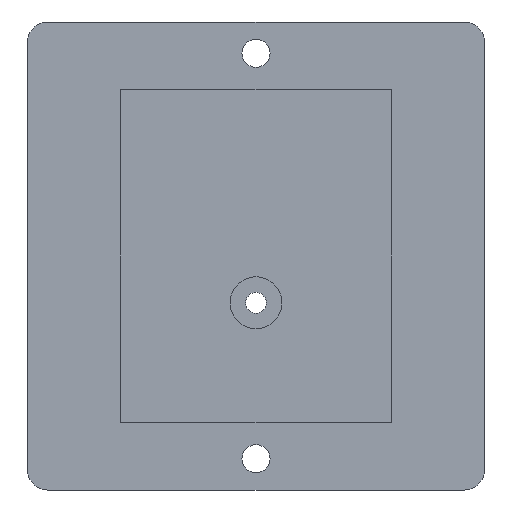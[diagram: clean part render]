
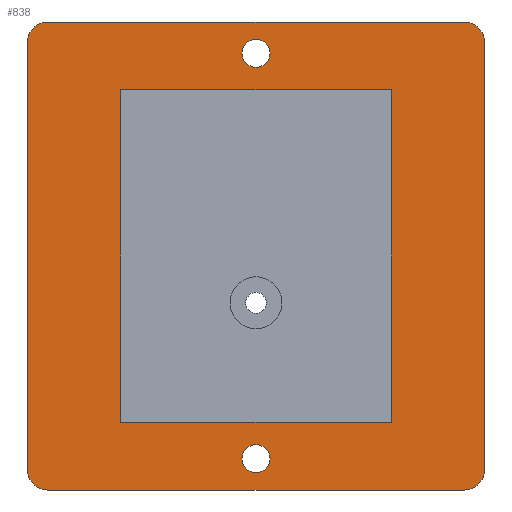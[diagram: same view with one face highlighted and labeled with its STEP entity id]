
A CAD part, front view. The second image highlights one B-rep face of the part: STEP entity #838.
In plain terms, the highlighted planar face has unit normal (0, -1, 0).
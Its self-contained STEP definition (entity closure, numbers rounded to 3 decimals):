
#27=FACE_BOUND('',#147,.T.);
#28=FACE_BOUND('',#148,.T.);
#29=FACE_BOUND('',#149,.T.);
#47=PLANE('',#939);
#92=FACE_OUTER_BOUND('',#146,.T.);
#146=EDGE_LOOP('',(#715,#716,#717,#718,#719,#720,#721,#722));
#147=EDGE_LOOP('',(#723));
#148=EDGE_LOOP('',(#724));
#149=EDGE_LOOP('',(#725,#726,#727,#728));
#207=LINE('',#1399,#279);
#210=LINE('',#1405,#282);
#222=LINE('',#1449,#294);
#225=LINE('',#1454,#297);
#227=LINE('',#1458,#299);
#228=LINE('',#1460,#300);
#229=LINE('',#1462,#301);
#230=LINE('',#1463,#302);
#279=VECTOR('',#1099,10.);
#282=VECTOR('',#1104,10.);
#294=VECTOR('',#1154,10.);
#297=VECTOR('',#1159,10.);
#299=VECTOR('',#1163,10.);
#300=VECTOR('',#1166,10.);
#301=VECTOR('',#1169,10.);
#302=VECTOR('',#1170,10.);
#333=CIRCLE('',#906,2.);
#336=CIRCLE('',#911,2.);
#340=CIRCLE('',#920,2.);
#343=CIRCLE('',#925,2.);
#345=CIRCLE('',#929,1.35);
#346=CIRCLE('',#932,1.35);
#399=VERTEX_POINT('',#1379);
#400=VERTEX_POINT('',#1380);
#402=VERTEX_POINT('',#1389);
#403=VERTEX_POINT('',#1390);
#406=VERTEX_POINT('',#1403);
#407=VERTEX_POINT('',#1409);
#408=VERTEX_POINT('',#1410);
#410=VERTEX_POINT('',#1419);
#411=VERTEX_POINT('',#1425);
#412=VERTEX_POINT('',#1431);
#418=VERTEX_POINT('',#1446);
#419=VERTEX_POINT('',#1448);
#420=VERTEX_POINT('',#1452);
#421=VERTEX_POINT('',#1456);
#489=EDGE_CURVE('',#399,#400,#333,.T.);
#494=EDGE_CURVE('',#402,#403,#336,.T.);
#499=EDGE_CURVE('',#400,#402,#207,.T.);
#502=EDGE_CURVE('',#406,#399,#210,.T.);
#504=EDGE_CURVE('',#407,#408,#340,.T.);
#509=EDGE_CURVE('',#410,#406,#343,.T.);
#513=EDGE_CURVE('',#411,#411,#345,.T.);
#516=EDGE_CURVE('',#412,#412,#346,.T.);
#523=EDGE_CURVE('',#418,#419,#222,.T.);
#526=EDGE_CURVE('',#420,#418,#225,.T.);
#528=EDGE_CURVE('',#421,#420,#227,.T.);
#529=EDGE_CURVE('',#419,#421,#228,.T.);
#530=EDGE_CURVE('',#408,#410,#229,.T.);
#531=EDGE_CURVE('',#403,#407,#230,.T.);
#715=ORIENTED_EDGE('',*,*,#494,.F.);
#716=ORIENTED_EDGE('',*,*,#499,.F.);
#717=ORIENTED_EDGE('',*,*,#489,.F.);
#718=ORIENTED_EDGE('',*,*,#502,.F.);
#719=ORIENTED_EDGE('',*,*,#509,.F.);
#720=ORIENTED_EDGE('',*,*,#530,.F.);
#721=ORIENTED_EDGE('',*,*,#504,.F.);
#722=ORIENTED_EDGE('',*,*,#531,.F.);
#723=ORIENTED_EDGE('',*,*,#516,.T.);
#724=ORIENTED_EDGE('',*,*,#513,.T.);
#725=ORIENTED_EDGE('',*,*,#529,.F.);
#726=ORIENTED_EDGE('',*,*,#523,.F.);
#727=ORIENTED_EDGE('',*,*,#526,.F.);
#728=ORIENTED_EDGE('',*,*,#528,.F.);
#838=ADVANCED_FACE('',(#92,#27,#28,#29),#47,.F.);
#906=AXIS2_PLACEMENT_3D('',#1381,#1075,#1076);
#911=AXIS2_PLACEMENT_3D('',#1391,#1087,#1088);
#920=AXIS2_PLACEMENT_3D('',#1411,#1111,#1112);
#925=AXIS2_PLACEMENT_3D('',#1420,#1123,#1124);
#929=AXIS2_PLACEMENT_3D('',#1427,#1133,#1134);
#932=AXIS2_PLACEMENT_3D('',#1433,#1141,#1142);
#939=AXIS2_PLACEMENT_3D('',#1461,#1167,#1168);
#1075=DIRECTION('center_axis',(0.,1.,0.));
#1076=DIRECTION('ref_axis',(0.707,0.,-0.707));
#1087=DIRECTION('center_axis',(0.,1.,0.));
#1088=DIRECTION('ref_axis',(-0.707,0.,-0.707));
#1099=DIRECTION('',(-1.,0.,0.));
#1104=DIRECTION('',(0.,0.,-1.));
#1111=DIRECTION('center_axis',(0.,1.,0.));
#1112=DIRECTION('ref_axis',(-0.707,0.,0.707));
#1123=DIRECTION('center_axis',(0.,1.,0.));
#1124=DIRECTION('ref_axis',(0.707,0.,0.707));
#1133=DIRECTION('center_axis',(0.,1.,0.));
#1134=DIRECTION('ref_axis',(-1.,0.,0.));
#1141=DIRECTION('center_axis',(0.,1.,0.));
#1142=DIRECTION('ref_axis',(-1.,0.,0.));
#1154=DIRECTION('',(0.,0.,-1.));
#1159=DIRECTION('',(-1.,0.,0.));
#1163=DIRECTION('',(0.,0.,1.));
#1166=DIRECTION('',(1.,0.,0.));
#1167=DIRECTION('center_axis',(0.,1.,0.));
#1168=DIRECTION('ref_axis',(0.,0.,1.));
#1169=DIRECTION('',(1.,0.,0.));
#1170=DIRECTION('',(0.,0.,1.));
#1379=CARTESIAN_POINT('',(22.,3.,-16.));
#1380=CARTESIAN_POINT('',(20.,3.,-18.));
#1381=CARTESIAN_POINT('Origin',(20.,3.,-16.));
#1389=CARTESIAN_POINT('',(-20.,3.,-18.));
#1390=CARTESIAN_POINT('',(-22.,3.,-16.));
#1391=CARTESIAN_POINT('Origin',(-20.,3.,-16.));
#1399=CARTESIAN_POINT('',(-11.,3.,-18.));
#1403=CARTESIAN_POINT('',(22.,3.,25.));
#1405=CARTESIAN_POINT('',(22.,3.,15.75));
#1409=CARTESIAN_POINT('',(-22.,3.,25.));
#1410=CARTESIAN_POINT('',(-20.,3.,27.));
#1411=CARTESIAN_POINT('Origin',(-20.,3.,25.));
#1419=CARTESIAN_POINT('',(20.,3.,27.));
#1420=CARTESIAN_POINT('Origin',(20.,3.,25.));
#1425=CARTESIAN_POINT('',(1.35,3.,24.));
#1427=CARTESIAN_POINT('Origin',(0.,3.,24.));
#1431=CARTESIAN_POINT('',(1.35,3.,-15.));
#1433=CARTESIAN_POINT('Origin',(0.,3.,-15.));
#1446=CARTESIAN_POINT('',(-13.,3.,20.5));
#1448=CARTESIAN_POINT('',(-13.,3.,-11.5));
#1449=CARTESIAN_POINT('',(-13.,3.,-11.5));
#1452=CARTESIAN_POINT('',(13.,3.,20.5));
#1454=CARTESIAN_POINT('',(-13.,3.,20.5));
#1456=CARTESIAN_POINT('',(13.,3.,-11.5));
#1458=CARTESIAN_POINT('',(13.,3.,20.5));
#1460=CARTESIAN_POINT('',(13.,3.,-11.5));
#1461=CARTESIAN_POINT('Origin',(0.,3.,4.5));
#1462=CARTESIAN_POINT('',(11.,3.,27.));
#1463=CARTESIAN_POINT('',(-22.,3.,-6.75));
